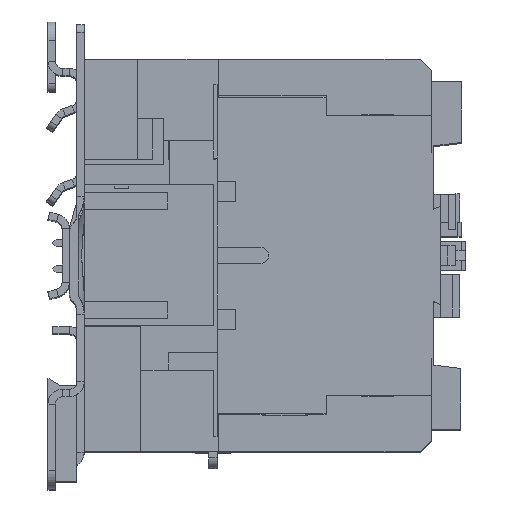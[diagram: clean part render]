
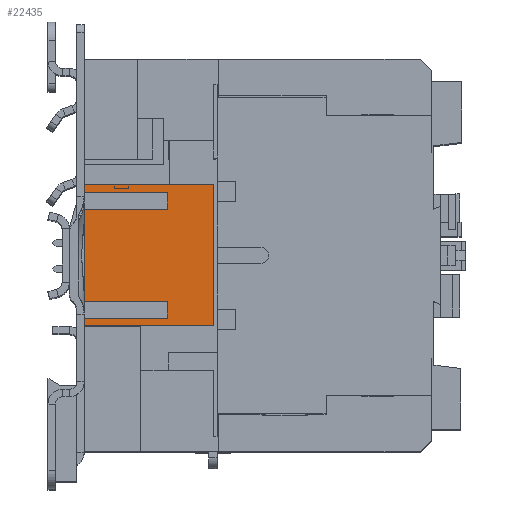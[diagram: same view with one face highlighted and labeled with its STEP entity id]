
A CAD part, top view. The second image highlights one B-rep face of the part: STEP entity #22435.
In plain terms, the highlighted planar face has unit normal (0, 0, 1).
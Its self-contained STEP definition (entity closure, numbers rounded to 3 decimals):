
#165 = DIRECTION ( 'NONE',  ( 1., 0., 0. ) ) ;
#604 = EDGE_CURVE ( 'NONE', #42615, #16065, #7281, .T. ) ;
#927 = DIRECTION ( 'NONE',  ( -1., 0., 0. ) ) ;
#1177 = CARTESIAN_POINT ( 'NONE',  ( -47.05, -17., 37.75 ) ) ;
#1554 = CARTESIAN_POINT ( 'NONE',  ( -47.05, -53.1, 37.75 ) ) ;
#1826 = CARTESIAN_POINT ( 'NONE',  ( -47.05, 12.5, 37.75 ) ) ;
#2145 = VECTOR ( 'NONE', #18215, 1000. ) ;
#2260 = DIRECTION ( 'NONE',  ( 0., -1., 0. ) ) ;
#2281 = ORIENTED_EDGE ( 'NONE', *, *, #33867, .F. ) ;
#3340 = ORIENTED_EDGE ( 'NONE', *, *, #24379, .T. ) ;
#4381 = VERTEX_POINT ( 'NONE', #1177 ) ;
#6214 = ORIENTED_EDGE ( 'NONE', *, *, #20842, .T. ) ;
#6826 = DIRECTION ( 'NONE',  ( -1., 0., 0. ) ) ;
#7057 = CARTESIAN_POINT ( 'NONE',  ( -31.7, -19.1, 37.75 ) ) ;
#7281 = LINE ( 'NONE', #21978, #9640 ) ;
#7340 = VECTOR ( 'NONE', #23163, 1000. ) ;
#8192 = LINE ( 'NONE', #11091, #20859 ) ;
#8957 = LINE ( 'NONE', #16408, #7340 ) ;
#9640 = VECTOR ( 'NONE', #29011, 1000. ) ;
#10272 = LINE ( 'NONE', #40258, #2145 ) ;
#10432 = EDGE_LOOP ( 'NONE', ( #6214, #16697, #2281, #40347, #44118, #3340, #36073, #19459, #44077, #32685, #24304, #32167 ) ) ;
#10585 = VERTEX_POINT ( 'NONE', #15237 ) ;
#10705 = DIRECTION ( 'NONE',  ( 0., 1., 0. ) ) ;
#11091 = CARTESIAN_POINT ( 'NONE',  ( -24.55, 12.5, 37.75 ) ) ;
#12022 = CARTESIAN_POINT ( 'NONE',  ( -47.05, 19.1, 37.75 ) ) ;
#12636 = LINE ( 'NONE', #42370, #41360 ) ;
#13362 = VECTOR ( 'NONE', #30825, 1000. ) ;
#13979 = CARTESIAN_POINT ( 'NONE',  ( -47.05, -12.5, 37.75 ) ) ;
#14779 = LINE ( 'NONE', #29062, #23225 ) ;
#14881 = CARTESIAN_POINT ( 'NONE',  ( -47.05, 19.1, 37.75 ) ) ;
#15237 = CARTESIAN_POINT ( 'NONE',  ( -11.95, -19.1, 37.75 ) ) ;
#16065 = VERTEX_POINT ( 'NONE', #23084 ) ;
#16408 = CARTESIAN_POINT ( 'NONE',  ( -24.55, -12.5, 37.75 ) ) ;
#16506 = DIRECTION ( 'NONE',  ( 0., 1., 0. ) ) ;
#16697 = ORIENTED_EDGE ( 'NONE', *, *, #22398, .F. ) ;
#17265 = CARTESIAN_POINT ( 'NONE',  ( -24.55, -17., 37.75 ) ) ;
#18215 = DIRECTION ( 'NONE',  ( 0., 1., 0. ) ) ;
#18326 = DIRECTION ( 'NONE',  ( -1., 0., 0. ) ) ;
#19034 = LINE ( 'NONE', #37198, #13362 ) ;
#19459 = ORIENTED_EDGE ( 'NONE', *, *, #38851, .T. ) ;
#19481 = VECTOR ( 'NONE', #2260, 1000. ) ;
#19868 = LINE ( 'NONE', #23734, #19481 ) ;
#19917 = CARTESIAN_POINT ( 'NONE',  ( -47.05, -19.1, 37.75 ) ) ;
#19941 = VERTEX_POINT ( 'NONE', #17265 ) ;
#20472 = VERTEX_POINT ( 'NONE', #13979 ) ;
#20727 = VECTOR ( 'NONE', #165, 1000. ) ;
#20842 = EDGE_CURVE ( 'NONE', #10585, #30970, #14779, .T. ) ;
#20859 = VECTOR ( 'NONE', #927, 1000. ) ;
#20988 = CARTESIAN_POINT ( 'NONE',  ( -24.55, -12.5, 37.75 ) ) ;
#21978 = CARTESIAN_POINT ( 'NONE',  ( -24.55, 17., 37.75 ) ) ;
#22185 = CARTESIAN_POINT ( 'NONE',  ( -24.55, -17., 37.75 ) ) ;
#22398 = EDGE_CURVE ( 'NONE', #30375, #30970, #29159, .T. ) ;
#22435 = ADVANCED_FACE ( 'NONE', ( #36175 ), #32797, .T. ) ;
#23084 = CARTESIAN_POINT ( 'NONE',  ( -24.55, 12.5, 37.75 ) ) ;
#23163 = DIRECTION ( 'NONE',  ( 1., 0., 0. ) ) ;
#23225 = VECTOR ( 'NONE', #10705, 1000. ) ;
#23734 = CARTESIAN_POINT ( 'NONE',  ( -24.55, -17., 37.75 ) ) ;
#23813 = EDGE_CURVE ( 'NONE', #10585, #28032, #40183, .T. ) ;
#24304 = ORIENTED_EDGE ( 'NONE', *, *, #43612, .F. ) ;
#24379 = EDGE_CURVE ( 'NONE', #16065, #45883, #8192, .T. ) ;
#25469 = VERTEX_POINT ( 'NONE', #20988 ) ;
#25495 = EDGE_CURVE ( 'NONE', #19941, #4381, #40849, .T. ) ;
#25509 = CARTESIAN_POINT ( 'NONE',  ( 0., 0., 37.75 ) ) ;
#27047 = CARTESIAN_POINT ( 'NONE',  ( -24.55, 17., 37.75 ) ) ;
#27110 = VECTOR ( 'NONE', #18326, 1000. ) ;
#27129 = LINE ( 'NONE', #1554, #34429 ) ;
#28032 = VERTEX_POINT ( 'NONE', #19917 ) ;
#28449 = EDGE_CURVE ( 'NONE', #25469, #19941, #19868, .T. ) ;
#29011 = DIRECTION ( 'NONE',  ( 0., -1., 0. ) ) ;
#29062 = CARTESIAN_POINT ( 'NONE',  ( -11.95, 46.3, 37.75 ) ) ;
#29130 = EDGE_CURVE ( 'NONE', #20472, #45883, #19034, .T. ) ;
#29159 = LINE ( 'NONE', #14881, #20727 ) ;
#30375 = VERTEX_POINT ( 'NONE', #12022 ) ;
#30825 = DIRECTION ( 'NONE',  ( 0., 1., 0. ) ) ;
#30970 = VERTEX_POINT ( 'NONE', #47507 ) ;
#31454 = DIRECTION ( 'NONE',  ( 1., 0., 0. ) ) ;
#32167 = ORIENTED_EDGE ( 'NONE', *, *, #23813, .F. ) ;
#32685 = ORIENTED_EDGE ( 'NONE', *, *, #25495, .T. ) ;
#32797 = PLANE ( 'NONE',  #37748 ) ;
#33867 = EDGE_CURVE ( 'NONE', #38053, #30375, #27129, .T. ) ;
#34429 = VECTOR ( 'NONE', #16506, 1000. ) ;
#34756 = VECTOR ( 'NONE', #6826, 1000. ) ;
#36073 = ORIENTED_EDGE ( 'NONE', *, *, #29130, .F. ) ;
#36175 = FACE_OUTER_BOUND ( 'NONE', #10432, .T. ) ;
#37134 = DIRECTION ( 'NONE',  ( 1., 0., 0. ) ) ;
#37198 = CARTESIAN_POINT ( 'NONE',  ( -47.05, -53.1, 37.75 ) ) ;
#37748 = AXIS2_PLACEMENT_3D ( 'NONE', #25509, #40794, #37134 ) ;
#38053 = VERTEX_POINT ( 'NONE', #42418 ) ;
#38851 = EDGE_CURVE ( 'NONE', #20472, #25469, #8957, .T. ) ;
#39630 = EDGE_CURVE ( 'NONE', #38053, #42615, #12636, .T. ) ;
#40183 = LINE ( 'NONE', #7057, #34756 ) ;
#40258 = CARTESIAN_POINT ( 'NONE',  ( -47.05, -53.1, 37.75 ) ) ;
#40347 = ORIENTED_EDGE ( 'NONE', *, *, #39630, .T. ) ;
#40794 = DIRECTION ( 'NONE',  ( 0., 0., 1. ) ) ;
#40849 = LINE ( 'NONE', #22185, #27110 ) ;
#41360 = VECTOR ( 'NONE', #31454, 1000. ) ;
#42370 = CARTESIAN_POINT ( 'NONE',  ( -24.55, 17., 37.75 ) ) ;
#42418 = CARTESIAN_POINT ( 'NONE',  ( -47.05, 17., 37.75 ) ) ;
#42615 = VERTEX_POINT ( 'NONE', #27047 ) ;
#43612 = EDGE_CURVE ( 'NONE', #28032, #4381, #10272, .T. ) ;
#44077 = ORIENTED_EDGE ( 'NONE', *, *, #28449, .T. ) ;
#44118 = ORIENTED_EDGE ( 'NONE', *, *, #604, .T. ) ;
#45883 = VERTEX_POINT ( 'NONE', #1826 ) ;
#47507 = CARTESIAN_POINT ( 'NONE',  ( -11.95, 19.1, 37.75 ) ) ;
